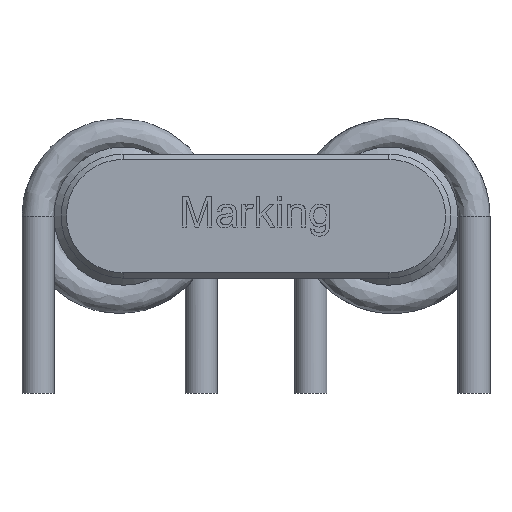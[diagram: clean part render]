
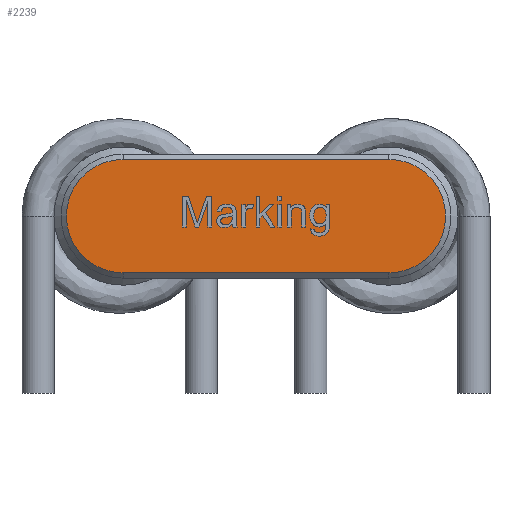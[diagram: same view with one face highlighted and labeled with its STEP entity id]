
A CAD part, front view. The second image highlights one B-rep face of the part: STEP entity #2239.
In plain terms, the highlighted planar face has unit normal (0, -1, 0).
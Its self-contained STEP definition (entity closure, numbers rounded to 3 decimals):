
#286=CIRCLE('',#2631,3.2);
#287=CIRCLE('',#2632,3.2);
#408=ORIENTED_EDGE('',*,*,#1062,.T.);
#409=ORIENTED_EDGE('',*,*,#1063,.T.);
#410=ORIENTED_EDGE('',*,*,#1064,.T.);
#411=ORIENTED_EDGE('',*,*,#1065,.T.);
#1062=EDGE_CURVE('',#1385,#1386,#1586,.T.);
#1063=EDGE_CURVE('',#1386,#1387,#286,.T.);
#1064=EDGE_CURVE('',#1387,#1388,#1587,.T.);
#1065=EDGE_CURVE('',#1388,#1385,#287,.T.);
#1385=VERTEX_POINT('',#3450);
#1386=VERTEX_POINT('',#3451);
#1387=VERTEX_POINT('',#3453);
#1388=VERTEX_POINT('',#3455);
#1586=LINE('',#3449,#1687);
#1587=LINE('',#3454,#1688);
#1687=VECTOR('',#2883,1000.);
#1688=VECTOR('',#2886,1000.);
#1784=EDGE_LOOP('',(#408,#409,#410,#411));
#1969=FACE_BOUND('',#1784,.T.);
#2148=PLANE('',#2630);
#2239=ADVANCED_FACE('',(#1969),#2148,.T.);
#2630=AXIS2_PLACEMENT_3D('',#3448,#2881,#2882);
#2631=AXIS2_PLACEMENT_3D('',#3452,#2884,#2885);
#2632=AXIS2_PLACEMENT_3D('',#3456,#2887,#2888);
#2881=DIRECTION('',(0.,-1.,0.));
#2882=DIRECTION('',(0.,0.,-1.));
#2883=DIRECTION('',(1.,0.,0.));
#2884=DIRECTION('',(0.,-1.,0.));
#2885=DIRECTION('',(0.,0.,-1.));
#2886=DIRECTION('',(-1.,0.,0.));
#2887=DIRECTION('',(0.,-1.,0.));
#2888=DIRECTION('',(0.,0.,-1.));
#3448=CARTESIAN_POINT('',(7.5,-12.,0.));
#3449=CARTESIAN_POINT('',(7.5,-12.,-3.2));
#3450=CARTESIAN_POINT('',(-7.5,-12.,-3.2));
#3451=CARTESIAN_POINT('',(7.5,-12.,-3.2));
#3452=CARTESIAN_POINT('',(7.5,-12.,0.));
#3453=CARTESIAN_POINT('',(7.5,-12.,3.2));
#3454=CARTESIAN_POINT('',(-7.5,-12.,3.2));
#3455=CARTESIAN_POINT('',(-7.5,-12.,3.2));
#3456=CARTESIAN_POINT('',(-7.5,-12.,0.));
